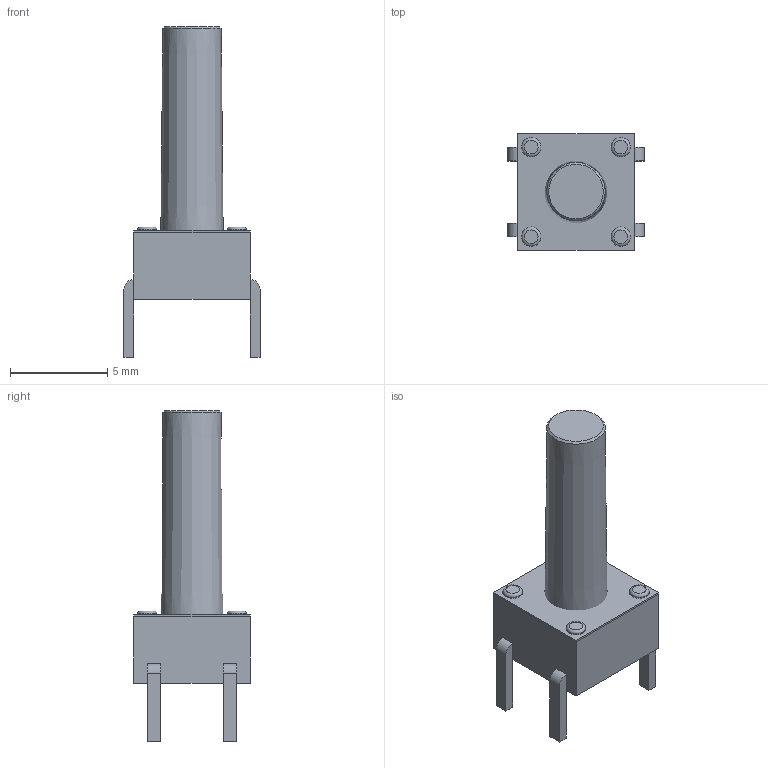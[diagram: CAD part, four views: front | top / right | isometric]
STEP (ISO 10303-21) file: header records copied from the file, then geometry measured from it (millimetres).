
FILE_DESCRIPTION(/* description */ (''),/* implementation_level */ '2;1');
FILE_NAME(/* name */ 'TS-1095PD-A17B3-D2 v2.step',/* time_stamp */ '2026-02-15T11:46:48+01:00',/* author */ (''),/* organization */ (''),/* preprocessor_version */ 'ST-DEVELOPER v20.1',/* originating_system */ 'Autodesk Translation Framework v14.10.0.0',/* authorisation */ '');
FILE_SCHEMA (('AUTOMOTIVE_DESIGN { 1 0 10303 214 3 1 1 }'));
Length unit declared in the file: millimetre
Products named in the file (1): TS-1095PD-A17B3-D2
Bounding box: 7 x 6 x 17 mm (x, y, z)
Volume: 212 mm3; surface area: 393.9 mm2
Topology: 11 solids, 11 shells, 56 faces, 98 edges, 64 vertices
Faces by surface type: plane 42, cylinder 8, torus 4, cone 2
Full cylindrical faces by diameter (mm): 1 x4
Entity records: 1382 total; most frequent: DIRECTION 240, CARTESIAN_POINT 219, ORIENTED_EDGE 196, EDGE_CURVE 98, AXIS2_PLACEMENT_3D 85, LINE 70, VECTOR 70, VERTEX_POINT 64
